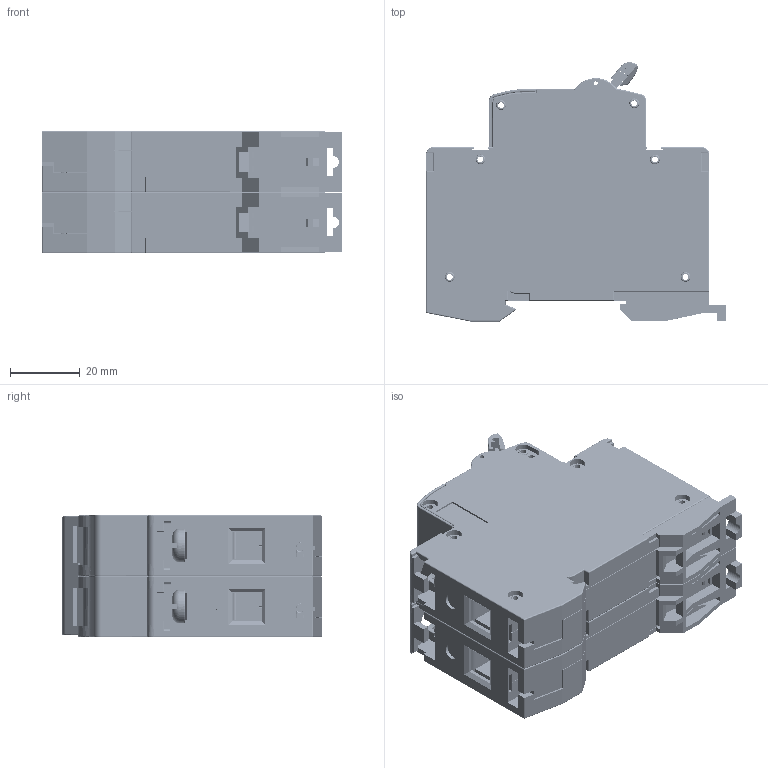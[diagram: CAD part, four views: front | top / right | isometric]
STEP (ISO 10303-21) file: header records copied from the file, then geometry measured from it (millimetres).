
FILE_DESCRIPTION(/* description */ (' PTC IGES file: MCB_2Pole.igs '),/* implementation_level */ '2;1');
FILE_NAME(/* name */ 'UL1077_MCB_2Pole.stp',/* time_stamp */ '2018-05-17T17:23:50-04:00',/* author */ ('ntempalski'),/* organization */ ('Unknown'),/* preprocessor_version */ 'ST-DEVELOPER v17',/* originating_system */ 'Autodesk Inventor 2018',/* authorisation */ '');
FILE_SCHEMA (('AUTOMOTIVE_DESIGN { 1 0 10303 214 3 1 1 }'));
Products named in the file (1): UL1077_MCB_2Pole_Labels_Included
Bounding box: 86 x 74.34 x 35.15 mm (x, y, z)
Volume: 80268.2 mm3; surface area: 145905.2 mm2
Topology: 144 solids, 144 shells, 11099 faces, 30218 edges, 19636 vertices
Faces by surface type: plane 7018, cylinder 2743, bspline 862, torus 282, sphere 150, cone 44
Full cylindrical faces by diameter (mm): 0.35 x2, 0.5 x12, 1 x8, 1.2 x2, 1.3 x4, 1.5 x10, 1.6 x2, 1.7 x14, 1.9 x8, 2 x32, 2.2 x32, 2.35 x2, 2.4 x42, 2.6 x2, 2.7 x1, 2.8 x16, 3 x1, 3.2 x16, 3.3 x6, 3.4 x18, 3.9 x4, 4.1 x4, 4.3 x12, 4.4 x4, 4.5 x22, 4.8 x2, 4.9 x76, 5.4 x4, 5.5 x2, 6.9 x2
Entity records: 428916 total; most frequent: CARTESIAN_POINT 148344, ORIENTED_EDGE 60432, DIRECTION 55017, EDGE_CURVE 30216, LINE 21303, VECTOR 21303, VERTEX_POINT 19636, AXIS2_PLACEMENT_3D 16857
